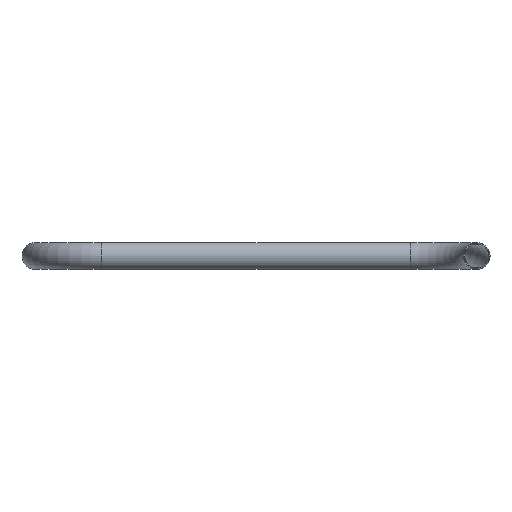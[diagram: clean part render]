
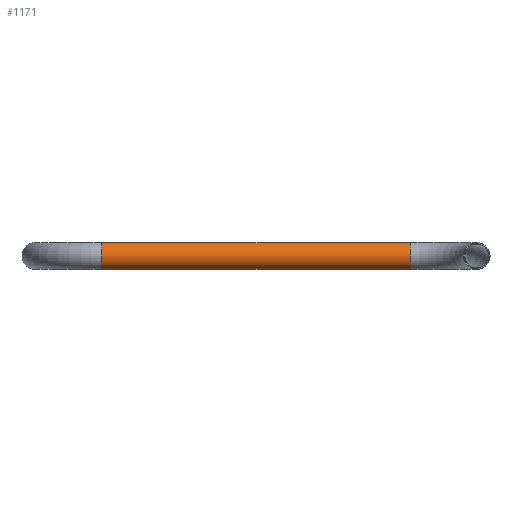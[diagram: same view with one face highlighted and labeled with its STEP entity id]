
A CAD part, front view. The second image highlights one B-rep face of the part: STEP entity #1171.
In plain terms, the highlighted cylindrical face has radius 30.15 mm (diameter 60.3 mm), a full revolution.
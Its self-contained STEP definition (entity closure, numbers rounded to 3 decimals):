
#42 = CARTESIAN_POINT ( 'NONE',  ( 850., -300., 30.15 ) ) ;
#236 = CARTESIAN_POINT ( 'NONE',  ( 150., -300., 0. ) ) ;
#319 = VERTEX_POINT ( 'NONE', #861 ) ;
#338 = EDGE_CURVE ( 'NONE', #319, #319, #877, .T. ) ;
#365 = DIRECTION ( 'NONE',  ( -1., 0., 0. ) ) ;
#414 = EDGE_CURVE ( 'NONE', #1231, #1231, #1042, .T. ) ;
#466 = FACE_OUTER_BOUND ( 'NONE', #1191, .T. ) ;
#579 = AXIS2_PLACEMENT_3D ( 'NONE', #1010, #930, #610 ) ;
#610 = DIRECTION ( 'NONE',  ( 0., 1., 0. ) ) ;
#726 = CARTESIAN_POINT ( 'NONE',  ( 850., -300., 0. ) ) ;
#853 = DIRECTION ( 'NONE',  ( -1., 0., 0. ) ) ;
#861 = CARTESIAN_POINT ( 'NONE',  ( 150., -300., 30.15 ) ) ;
#877 = CIRCLE ( 'NONE', #1026, 30.15 ) ;
#930 = DIRECTION ( 'NONE',  ( 1., 0., 0. ) ) ;
#940 = FACE_OUTER_BOUND ( 'NONE', #1070, .T. ) ;
#941 = CYLINDRICAL_SURFACE ( 'NONE', #579, 30.15 ) ;
#977 = DIRECTION ( 'NONE',  ( 0., 0., 1. ) ) ;
#979 = ORIENTED_EDGE ( 'NONE', *, *, #338, .F. ) ;
#1010 = CARTESIAN_POINT ( 'NONE',  ( 150., -300., 0. ) ) ;
#1026 = AXIS2_PLACEMENT_3D ( 'NONE', #236, #365, #1158 ) ;
#1042 = CIRCLE ( 'NONE', #1187, 30.15 ) ;
#1070 = EDGE_LOOP ( 'NONE', ( #1227 ) ) ;
#1158 = DIRECTION ( 'NONE',  ( 0., 0., 1. ) ) ;
#1171 = ADVANCED_FACE ( 'NONE', ( #466, #940 ), #941, .T. ) ;
#1187 = AXIS2_PLACEMENT_3D ( 'NONE', #726, #853, #977 ) ;
#1191 = EDGE_LOOP ( 'NONE', ( #979 ) ) ;
#1227 = ORIENTED_EDGE ( 'NONE', *, *, #414, .T. ) ;
#1231 = VERTEX_POINT ( 'NONE', #42 ) ;
